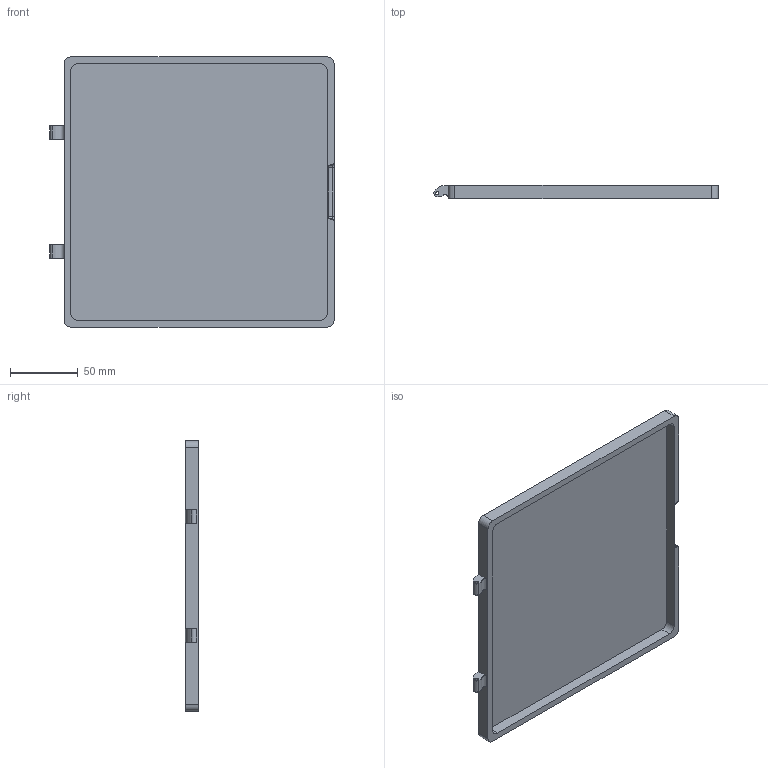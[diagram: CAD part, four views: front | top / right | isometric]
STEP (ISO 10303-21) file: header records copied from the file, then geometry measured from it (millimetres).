
FILE_DESCRIPTION (( 'STEP AP214' ), '1' );
FILE_NAME ('Top^Ôª¼þ¿â2020.STEP', '2024-08-19T14:44:58', ( '' ), ( '' ), 'SwSTEP 2.0', 'SolidWorks 2024', '' );
FILE_SCHEMA (( 'AUTOMOTIVE_DESIGN' ));
Length unit declared in the file: millimetre
Products named in the file (1): Top^元件库2020
Bounding box: 210.49 x 10 x 200 mm (x, y, z)
Volume: 111754.1 mm3; surface area: 94557.6 mm2
Topology: 1 solids, 1 shells, 43 faces, 112 edges, 72 vertices
Faces by surface type: cylinder 18, plane 17, bspline 6, torus 2
Entity records: 1569 total; most frequent: CARTESIAN_POINT 488, ORIENTED_EDGE 224, DIRECTION 216, EDGE_CURVE 112, AXIS2_PLACEMENT_3D 78, VERTEX_POINT 72, VECTOR 60, LINE 60
